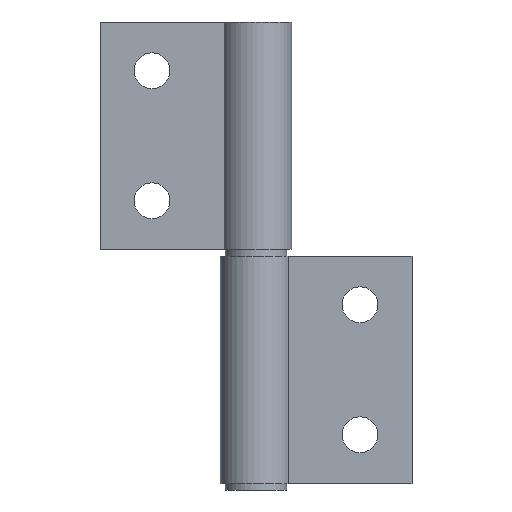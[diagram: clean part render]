
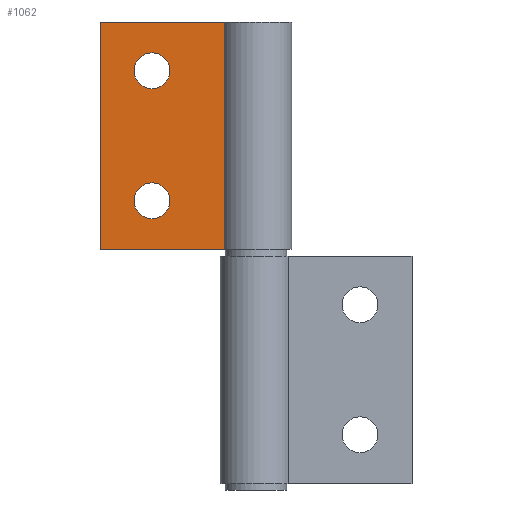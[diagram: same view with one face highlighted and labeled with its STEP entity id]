
A CAD part, front view. The second image highlights one B-rep face of the part: STEP entity #1062.
In plain terms, the highlighted planar face has unit normal (0, -1, 0).
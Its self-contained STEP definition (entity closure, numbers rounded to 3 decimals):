
#119 = AXIS2_PLACEMENT_3D ( 'NONE', #1594, #1595, #1596 ) ;
#124 = VECTOR ( 'NONE', #1612, 1000. ) ;
#126 = VECTOR ( 'NONE', #1615, 1000. ) ;
#136 = VECTOR ( 'NONE', #1639, 1000. ) ;
#139 = AXIS2_PLACEMENT_3D ( 'NONE', #1648, #1652, #1653 ) ;
#172 = PLANE ( 'NONE',  #1687 ) ;
#173 = CARTESIAN_POINT ( 'NONE',  ( 4.899, -2.5, 17.5 ) ) ;
#174 = DIRECTION ( 'NONE',  ( 0., 1., 0. ) ) ;
#175 = DIRECTION ( 'NONE',  ( -1., 0., 0. ) ) ;
#186 = CARTESIAN_POINT ( 'NONE',  ( 16., -2.5, 10. ) ) ;
#187 = DIRECTION ( 'NONE',  ( 0., 1., 0. ) ) ;
#188 = DIRECTION ( 'NONE',  ( -1., 0., 0. ) ) ;
#192 = CARTESIAN_POINT ( 'NONE',  ( 16., -2.5, -10. ) ) ;
#193 = DIRECTION ( 'NONE',  ( 0., 1., 0. ) ) ;
#194 = DIRECTION ( 'NONE',  ( -1., 0., 0. ) ) ;
#282 = LINE ( 'NONE', #283, #424 ) ;
#283 = CARTESIAN_POINT ( 'NONE',  ( 24., -2.5, 17.5 ) ) ;
#284 = DIRECTION ( 'NONE',  ( 0., 0., -1. ) ) ;
#332 = CARTESIAN_POINT ( 'NONE',  ( 4.899, -2.5, 17.5 ) ) ;
#334 = CARTESIAN_POINT ( 'NONE',  ( 16., -2.5, 12.75 ) ) ;
#337 = CARTESIAN_POINT ( 'NONE',  ( 16., -2.5, 7.25 ) ) ;
#345 = CARTESIAN_POINT ( 'NONE',  ( 4.899, -2.5, -17.5 ) ) ;
#351 = CARTESIAN_POINT ( 'NONE',  ( 24., -2.5, 17.5 ) ) ;
#352 = CARTESIAN_POINT ( 'NONE',  ( 24., -2.5, -17.5 ) ) ;
#424 = VECTOR ( 'NONE', #284, 1000. ) ;
#698 = VERTEX_POINT ( 'NONE', #712 ) ;
#699 = VERTEX_POINT ( 'NONE', #713 ) ;
#712 = CARTESIAN_POINT ( 'NONE',  ( 16., -2.5, -12.75 ) ) ;
#713 = CARTESIAN_POINT ( 'NONE',  ( 16., -2.5, -7.25 ) ) ;
#902 = CIRCLE ( 'NONE', #1688, 2.75 ) ;
#903 = CIRCLE ( 'NONE', #1693, 2.75 ) ;
#910 = CIRCLE ( 'NONE', #139, 2.75 ) ;
#920 = CIRCLE ( 'NONE', #119, 2.75 ) ;
#1034 = EDGE_CURVE ( 'NONE', #698, #699, #920, .T. ) ;
#1039 = EDGE_CURVE ( 'NONE', #1254, #1510, #1610, .T. ) ;
#1040 = EDGE_CURVE ( 'NONE', #1254, #1267, #1613, .T. ) ;
#1048 = EDGE_CURVE ( 'NONE', #1267, #1511, #1637, .T. ) ;
#1053 = EDGE_CURVE ( 'NONE', #1259, #1256, #910, .T. ) ;
#1062 = ADVANCED_FACE ( 'NONE', ( #1673, #1683, #1685 ), #172, .F. ) ;
#1066 = EDGE_CURVE ( 'NONE', #1256, #1259, #903, .T. ) ;
#1068 = EDGE_CURVE ( 'NONE', #699, #698, #902, .T. ) ;
#1098 = EDGE_CURVE ( 'NONE', #1510, #1511, #282, .T. ) ;
#1160 = ORIENTED_EDGE ( 'NONE', *, *, #1040, .T. ) ;
#1162 = ORIENTED_EDGE ( 'NONE', *, *, #1098, .F. ) ;
#1163 = ORIENTED_EDGE ( 'NONE', *, *, #1053, .T. ) ;
#1164 = ORIENTED_EDGE ( 'NONE', *, *, #1039, .F. ) ;
#1165 = ORIENTED_EDGE ( 'NONE', *, *, #1034, .T. ) ;
#1166 = ORIENTED_EDGE ( 'NONE', *, *, #1048, .T. ) ;
#1167 = ORIENTED_EDGE ( 'NONE', *, *, #1068, .T. ) ;
#1168 = ORIENTED_EDGE ( 'NONE', *, *, #1066, .T. ) ;
#1254 = VERTEX_POINT ( 'NONE', #332 ) ;
#1256 = VERTEX_POINT ( 'NONE', #334 ) ;
#1259 = VERTEX_POINT ( 'NONE', #337 ) ;
#1267 = VERTEX_POINT ( 'NONE', #345 ) ;
#1498 = EDGE_LOOP ( 'NONE', ( #1167, #1165 ) ) ;
#1499 = EDGE_LOOP ( 'NONE', ( #1168, #1163 ) ) ;
#1500 = EDGE_LOOP ( 'NONE', ( #1166, #1162, #1164, #1160 ) ) ;
#1510 = VERTEX_POINT ( 'NONE', #351 ) ;
#1511 = VERTEX_POINT ( 'NONE', #352 ) ;
#1594 = CARTESIAN_POINT ( 'NONE',  ( 16., -2.5, -10. ) ) ;
#1595 = DIRECTION ( 'NONE',  ( 0., 1., 0. ) ) ;
#1596 = DIRECTION ( 'NONE',  ( -1., 0., 0. ) ) ;
#1610 = LINE ( 'NONE', #1611, #124 ) ;
#1611 = CARTESIAN_POINT ( 'NONE',  ( 4.899, -2.5, 17.5 ) ) ;
#1612 = DIRECTION ( 'NONE',  ( 1., 0., 0. ) ) ;
#1613 = LINE ( 'NONE', #1614, #126 ) ;
#1614 = CARTESIAN_POINT ( 'NONE',  ( 4.899, -2.5, 17.5 ) ) ;
#1615 = DIRECTION ( 'NONE',  ( 0., 0., -1. ) ) ;
#1637 = LINE ( 'NONE', #1638, #136 ) ;
#1638 = CARTESIAN_POINT ( 'NONE',  ( 4.899, -2.5, -17.5 ) ) ;
#1639 = DIRECTION ( 'NONE',  ( 1., 0., 0. ) ) ;
#1648 = CARTESIAN_POINT ( 'NONE',  ( 16., -2.5, 10. ) ) ;
#1652 = DIRECTION ( 'NONE',  ( 0., 1., 0. ) ) ;
#1653 = DIRECTION ( 'NONE',  ( -1., 0., 0. ) ) ;
#1673 = FACE_BOUND ( 'NONE', #1498, .T. ) ;
#1683 = FACE_BOUND ( 'NONE', #1499, .T. ) ;
#1685 = FACE_OUTER_BOUND ( 'NONE', #1500, .T. ) ;
#1687 = AXIS2_PLACEMENT_3D ( 'NONE', #173, #174, #175 ) ;
#1688 = AXIS2_PLACEMENT_3D ( 'NONE', #192, #193, #194 ) ;
#1693 = AXIS2_PLACEMENT_3D ( 'NONE', #186, #187, #188 ) ;
